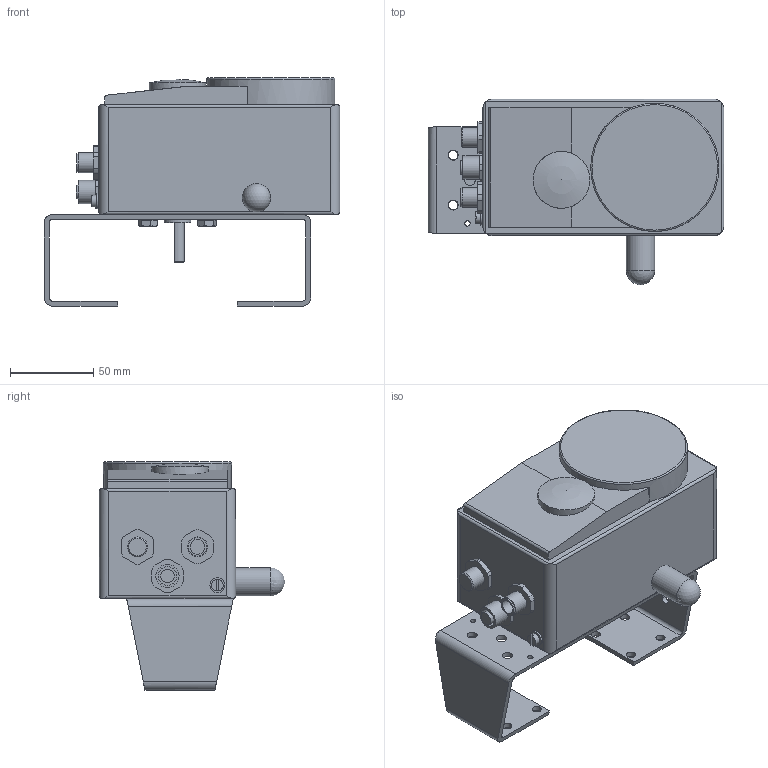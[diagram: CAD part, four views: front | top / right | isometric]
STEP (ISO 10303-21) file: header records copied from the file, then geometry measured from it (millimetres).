
FILE_DESCRIPTION((''),'2;1');
FILE_NAME('EP501.stp','2012-10-10T11:16:32',('hellwig'),(''),'Autodesk Inventor 2011','Autodesk Inventor 2011','');
FILE_SCHEMA(('CONFIG_CONTROL_DESIGN'));
Length unit declared in the file: millimetre
Products named in the file (1): M18321_Konturvereinfachung_1
Bounding box: 177.4 x 111.24 x 137 mm (x, y, z)
Volume: 960557.3 mm3; surface area: 91935.3 mm2
Topology: 1 solids, 7 shells, 297 faces, 708 edges, 459 vertices
Faces by surface type: plane 139, cylinder 112, cone 43, sphere 2, torus 1
Full cylindrical faces by diameter (mm): 3.242 x4, 4.134 x2, 5 x1, 5.459 x4, 5.5 x8, 6 x8, 6.5 x7, 6.647 x4, 7 x1, 8 x1, 8.7 x4, 8.8 x1, 9 x1, 11 x5, 12 x2, 13.9 x1, 16 x1, 17 x1, 34.1 x1, 36 x1
Entity records: 8437 total; most frequent: CARTESIAN_POINT 1602, DIRECTION 1390, ORIENTED_EDGE 1194, EDGE_CURVE 597, AXIS2_PLACEMENT_3D 569, EDGE_LOOP 447, VERTEX_POINT 424, STYLED_ITEM 298
